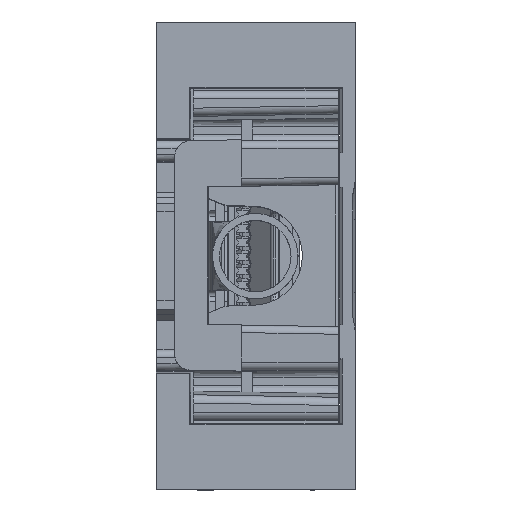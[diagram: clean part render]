
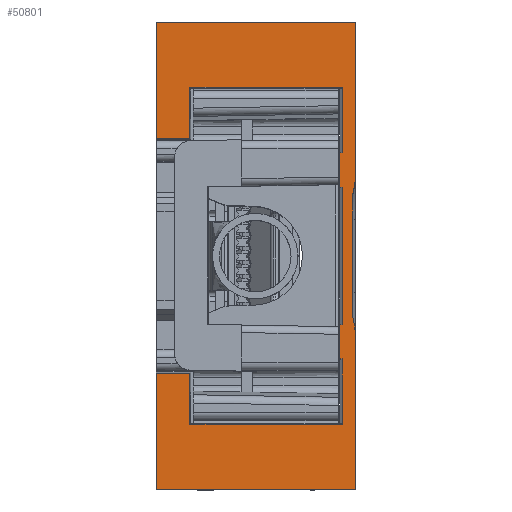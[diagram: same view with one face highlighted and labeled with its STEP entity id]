
A CAD part, top view. The second image highlights one B-rep face of the part: STEP entity #50801.
In plain terms, the highlighted planar face has unit normal (0, 0, 1).
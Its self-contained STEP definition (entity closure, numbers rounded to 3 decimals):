
#50773=AXIS2_PLACEMENT_3D('Plane Axis2P3D',#50770,#50771,#50772) ;
#44696=CARTESIAN_POINT('Line Origine',(7.25,0.,39.85)) ;
#44700=CARTESIAN_POINT('Vertex',(14.5,0.,39.85)) ;
#44702=CARTESIAN_POINT('Vertex',(0.,0.,39.85)) ;
#45173=CARTESIAN_POINT('Control Point',(0.,0.,39.85)) ;
#45174=CARTESIAN_POINT('Control Point',(0.,8.473,39.85)) ;
#45175=CARTESIAN_POINT('Vertex',(0.,8.473,39.85)) ;
#45409=CARTESIAN_POINT('Vertex',(14.5,11.366,39.85)) ;
#45413=CARTESIAN_POINT('Control Point',(14.5,0.,39.85)) ;
#45414=CARTESIAN_POINT('Control Point',(14.5,11.366,39.85)) ;
#45921=CARTESIAN_POINT('Vertex',(0.,25.527,39.85)) ;
#45925=CARTESIAN_POINT('Control Point',(0.,25.527,39.85)) ;
#45926=CARTESIAN_POINT('Control Point',(0.,34.,39.85)) ;
#45927=CARTESIAN_POINT('Vertex',(0.,34.,39.85)) ;
#46131=CARTESIAN_POINT('Line Origine',(7.25,34.,39.85)) ;
#46135=CARTESIAN_POINT('Vertex',(14.5,34.,39.85)) ;
#46259=CARTESIAN_POINT('Control Point',(14.5,22.634,39.85)) ;
#46260=CARTESIAN_POINT('Control Point',(14.5,34.,39.85)) ;
#46261=CARTESIAN_POINT('Vertex',(14.5,22.634,39.85)) ;
#46317=CARTESIAN_POINT('Line Origine',(14.4,22.067,39.85)) ;
#46321=CARTESIAN_POINT('Vertex',(14.3,21.5,39.85)) ;
#46371=CARTESIAN_POINT('Vertex',(14.3,12.5,39.85)) ;
#46393=CARTESIAN_POINT('Line Origine',(14.3,17.,39.85)) ;
#46420=CARTESIAN_POINT('Line Origine',(14.4,11.933,39.85)) ;
#46452=CARTESIAN_POINT('Line Origine',(6.784,8.473,39.85)) ;
#46456=CARTESIAN_POINT('Vertex',(2.448,8.473,39.85)) ;
#46490=CARTESIAN_POINT('Line Origine',(2.448,17.,39.85)) ;
#46494=CARTESIAN_POINT('Vertex',(2.448,4.748,39.85)) ;
#46528=CARTESIAN_POINT('Line Origine',(6.784,4.748,39.85)) ;
#46532=CARTESIAN_POINT('Vertex',(13.53,4.748,39.85)) ;
#46569=CARTESIAN_POINT('Vertex',(13.53,9.5,39.85)) ;
#46598=CARTESIAN_POINT('Line Origine',(13.53,17.,39.85)) ;
#46620=CARTESIAN_POINT('Vertex',(13.53,12.,39.85)) ;
#46623=CARTESIAN_POINT('Line Origine',(13.53,17.,39.85)) ;
#46627=CARTESIAN_POINT('Vertex',(13.53,22.,39.85)) ;
#46656=CARTESIAN_POINT('Vertex',(13.53,24.5,39.85)) ;
#46659=CARTESIAN_POINT('Line Origine',(13.53,17.,39.85)) ;
#46663=CARTESIAN_POINT('Vertex',(13.53,29.252,39.85)) ;
#46717=CARTESIAN_POINT('Line Origine',(6.784,29.252,39.85)) ;
#46721=CARTESIAN_POINT('Vertex',(2.448,29.252,39.85)) ;
#46749=CARTESIAN_POINT('Line Origine',(2.448,17.,39.85)) ;
#46753=CARTESIAN_POINT('Vertex',(2.448,25.527,39.85)) ;
#46799=CARTESIAN_POINT('Line Origine',(6.784,25.527,39.85)) ;
#50652=CARTESIAN_POINT('Vertex',(13.325,12.,39.85)) ;
#50659=CARTESIAN_POINT('Vertex',(13.325,9.5,39.85)) ;
#50662=CARTESIAN_POINT('Line Origine',(13.325,10.75,39.85)) ;
#50680=CARTESIAN_POINT('Line Origine',(13.427,12.,39.85)) ;
#50697=CARTESIAN_POINT('Line Origine',(13.427,9.5,39.85)) ;
#50718=CARTESIAN_POINT('Vertex',(13.325,24.5,39.85)) ;
#50721=CARTESIAN_POINT('Line Origine',(13.427,24.5,39.85)) ;
#50738=CARTESIAN_POINT('Line Origine',(13.427,22.,39.85)) ;
#50742=CARTESIAN_POINT('Vertex',(13.325,22.,39.85)) ;
#50757=CARTESIAN_POINT('Line Origine',(13.325,23.25,39.85)) ;
#50770=CARTESIAN_POINT('Axis2P3D Location',(10.925,34.,39.85)) ;
#44697=DIRECTION('Vector Direction',(-1.,0.,0.)) ;
#46132=DIRECTION('Vector Direction',(-1.,0.,0.)) ;
#46318=DIRECTION('Vector Direction',(-0.174,-0.985,0.)) ;
#46394=DIRECTION('Vector Direction',(0.,-1.,0.)) ;
#46421=DIRECTION('Vector Direction',(-0.174,0.985,0.)) ;
#46453=DIRECTION('Vector Direction',(1.,0.,0.)) ;
#46491=DIRECTION('Vector Direction',(0.,1.,0.)) ;
#46529=DIRECTION('Vector Direction',(1.,0.,0.)) ;
#46599=DIRECTION('Vector Direction',(0.,1.,0.)) ;
#46624=DIRECTION('Vector Direction',(0.,1.,0.)) ;
#46660=DIRECTION('Vector Direction',(0.,1.,0.)) ;
#46718=DIRECTION('Vector Direction',(-1.,0.,0.)) ;
#46750=DIRECTION('Vector Direction',(0.,1.,0.)) ;
#46800=DIRECTION('Vector Direction',(1.,0.,0.)) ;
#50663=DIRECTION('Vector Direction',(0.,-1.,0.)) ;
#50681=DIRECTION('Vector Direction',(1.,0.,0.)) ;
#50698=DIRECTION('Vector Direction',(-1.,0.,0.)) ;
#50722=DIRECTION('Vector Direction',(1.,0.,0.)) ;
#50739=DIRECTION('Vector Direction',(-1.,0.,0.)) ;
#50758=DIRECTION('Vector Direction',(0.,-1.,0.)) ;
#50771=DIRECTION('Axis2P3D Direction',(0.,-0.,-1.)) ;
#50772=DIRECTION('Axis2P3D XDirection',(0.,-1.,0.)) ;
#44698=VECTOR('Line Direction',#44697,1.) ;
#46133=VECTOR('Line Direction',#46132,1.) ;
#46319=VECTOR('Line Direction',#46318,1.) ;
#46395=VECTOR('Line Direction',#46394,1.) ;
#46422=VECTOR('Line Direction',#46421,1.) ;
#46454=VECTOR('Line Direction',#46453,1.) ;
#46492=VECTOR('Line Direction',#46491,1.) ;
#46530=VECTOR('Line Direction',#46529,1.) ;
#46600=VECTOR('Line Direction',#46599,1.) ;
#46625=VECTOR('Line Direction',#46624,1.) ;
#46661=VECTOR('Line Direction',#46660,1.) ;
#46719=VECTOR('Line Direction',#46718,1.) ;
#46751=VECTOR('Line Direction',#46750,1.) ;
#46801=VECTOR('Line Direction',#46800,1.) ;
#50664=VECTOR('Line Direction',#50663,1.) ;
#50682=VECTOR('Line Direction',#50681,1.) ;
#50699=VECTOR('Line Direction',#50698,1.) ;
#50723=VECTOR('Line Direction',#50722,1.) ;
#50740=VECTOR('Line Direction',#50739,1.) ;
#50759=VECTOR('Line Direction',#50758,1.) ;
#50776=ORIENTED_EDGE('',*,*,#46803,.F.) ;
#50777=ORIENTED_EDGE('',*,*,#46755,.F.) ;
#50778=ORIENTED_EDGE('',*,*,#46723,.T.) ;
#50779=ORIENTED_EDGE('',*,*,#46665,.F.) ;
#50780=ORIENTED_EDGE('',*,*,#50725,.F.) ;
#50781=ORIENTED_EDGE('',*,*,#50761,.T.) ;
#50782=ORIENTED_EDGE('',*,*,#50744,.F.) ;
#50783=ORIENTED_EDGE('',*,*,#46629,.F.) ;
#50784=ORIENTED_EDGE('',*,*,#50684,.F.) ;
#50785=ORIENTED_EDGE('',*,*,#50666,.T.) ;
#50786=ORIENTED_EDGE('',*,*,#50701,.F.) ;
#50787=ORIENTED_EDGE('',*,*,#46602,.F.) ;
#50788=ORIENTED_EDGE('',*,*,#46534,.F.) ;
#50789=ORIENTED_EDGE('',*,*,#46496,.F.) ;
#50790=ORIENTED_EDGE('',*,*,#46458,.F.) ;
#50791=ORIENTED_EDGE('',*,*,#45177,.T.) ;
#50792=ORIENTED_EDGE('',*,*,#44704,.F.) ;
#50793=ORIENTED_EDGE('',*,*,#45415,.T.) ;
#50794=ORIENTED_EDGE('',*,*,#46424,.T.) ;
#50795=ORIENTED_EDGE('',*,*,#46397,.T.) ;
#50796=ORIENTED_EDGE('',*,*,#46323,.T.) ;
#50797=ORIENTED_EDGE('',*,*,#46263,.T.) ;
#50798=ORIENTED_EDGE('',*,*,#46137,.T.) ;
#50799=ORIENTED_EDGE('',*,*,#45929,.T.) ;
#50801=ADVANCED_FACE('66702_KOTR_HDC_MRJ45_PI.1\\Koerper.2',(#50800),#50774,.F.) ;
#45172=B_SPLINE_CURVE_WITH_KNOTS('',1,(#45173,#45174),.UNSPECIFIED.,.F.,.U.,(2,2),(0.,8.473),.UNSPECIFIED.) ;
#45412=B_SPLINE_CURVE_WITH_KNOTS('',1,(#45413,#45414),.UNSPECIFIED.,.F.,.U.,(2,2),(0.,11.366),.UNSPECIFIED.) ;
#45924=B_SPLINE_CURVE_WITH_KNOTS('',1,(#45925,#45926),.UNSPECIFIED.,.F.,.U.,(2,2),(25.527,34.),.UNSPECIFIED.) ;
#46258=B_SPLINE_CURVE_WITH_KNOTS('',1,(#46259,#46260),.UNSPECIFIED.,.F.,.U.,(2,2),(22.634,34.),.UNSPECIFIED.) ;
#44704=EDGE_CURVE('',#44701,#44703,#44699,.T.) ;
#45177=EDGE_CURVE('',#45176,#44703,#45172,.F.) ;
#45415=EDGE_CURVE('',#44701,#45410,#45412,.T.) ;
#45929=EDGE_CURVE('',#45928,#45922,#45924,.F.) ;
#46137=EDGE_CURVE('',#46136,#45928,#46134,.T.) ;
#46263=EDGE_CURVE('',#46262,#46136,#46258,.T.) ;
#46323=EDGE_CURVE('',#46322,#46262,#46320,.F.) ;
#46397=EDGE_CURVE('',#46372,#46322,#46396,.F.) ;
#46424=EDGE_CURVE('',#45410,#46372,#46423,.T.) ;
#46458=EDGE_CURVE('',#45176,#46457,#46455,.T.) ;
#46496=EDGE_CURVE('',#46457,#46495,#46493,.F.) ;
#46534=EDGE_CURVE('',#46495,#46533,#46531,.T.) ;
#46602=EDGE_CURVE('',#46533,#46570,#46601,.T.) ;
#46629=EDGE_CURVE('',#46621,#46628,#46626,.T.) ;
#46665=EDGE_CURVE('',#46657,#46664,#46662,.T.) ;
#46723=EDGE_CURVE('',#46722,#46664,#46720,.F.) ;
#46755=EDGE_CURVE('',#46722,#46754,#46752,.F.) ;
#46803=EDGE_CURVE('',#46754,#45922,#46802,.F.) ;
#50666=EDGE_CURVE('',#50653,#50660,#50665,.T.) ;
#50684=EDGE_CURVE('',#50653,#46621,#50683,.T.) ;
#50701=EDGE_CURVE('',#46570,#50660,#50700,.T.) ;
#50725=EDGE_CURVE('',#50719,#46657,#50724,.T.) ;
#50744=EDGE_CURVE('',#46628,#50743,#50741,.T.) ;
#50761=EDGE_CURVE('',#50719,#50743,#50760,.T.) ;
#50775=EDGE_LOOP('',(#50776,#50777,#50778,#50779,#50780,#50781,#50782,#50783,#50784,#50785,#50786,#50787,#50788,#50789,#50790,#50791,#50792,#50793,#50794,#50795,#50796,#50797,#50798,#50799)) ;
#50800=FACE_OUTER_BOUND('',#50775,.T.) ;
#44699=LINE('Line',#44696,#44698) ;
#46134=LINE('Line',#46131,#46133) ;
#46320=LINE('Line',#46317,#46319) ;
#46396=LINE('Line',#46393,#46395) ;
#46423=LINE('Line',#46420,#46422) ;
#46455=LINE('Line',#46452,#46454) ;
#46493=LINE('Line',#46490,#46492) ;
#46531=LINE('Line',#46528,#46530) ;
#46601=LINE('Line',#46598,#46600) ;
#46626=LINE('Line',#46623,#46625) ;
#46662=LINE('Line',#46659,#46661) ;
#46720=LINE('Line',#46717,#46719) ;
#46752=LINE('Line',#46749,#46751) ;
#46802=LINE('Line',#46799,#46801) ;
#50665=LINE('Line',#50662,#50664) ;
#50683=LINE('Line',#50680,#50682) ;
#50700=LINE('Line',#50697,#50699) ;
#50724=LINE('Line',#50721,#50723) ;
#50741=LINE('Line',#50738,#50740) ;
#50760=LINE('Line',#50757,#50759) ;
#50774=PLANE('',#50773) ;
#44701=VERTEX_POINT('',#44700) ;
#44703=VERTEX_POINT('',#44702) ;
#45176=VERTEX_POINT('',#45175) ;
#45410=VERTEX_POINT('',#45409) ;
#45922=VERTEX_POINT('',#45921) ;
#45928=VERTEX_POINT('',#45927) ;
#46136=VERTEX_POINT('',#46135) ;
#46262=VERTEX_POINT('',#46261) ;
#46322=VERTEX_POINT('',#46321) ;
#46372=VERTEX_POINT('',#46371) ;
#46457=VERTEX_POINT('',#46456) ;
#46495=VERTEX_POINT('',#46494) ;
#46533=VERTEX_POINT('',#46532) ;
#46570=VERTEX_POINT('',#46569) ;
#46621=VERTEX_POINT('',#46620) ;
#46628=VERTEX_POINT('',#46627) ;
#46657=VERTEX_POINT('',#46656) ;
#46664=VERTEX_POINT('',#46663) ;
#46722=VERTEX_POINT('',#46721) ;
#46754=VERTEX_POINT('',#46753) ;
#50653=VERTEX_POINT('',#50652) ;
#50660=VERTEX_POINT('',#50659) ;
#50719=VERTEX_POINT('',#50718) ;
#50743=VERTEX_POINT('',#50742) ;
